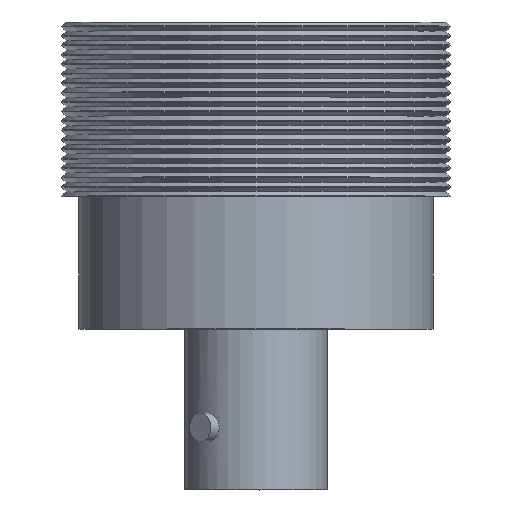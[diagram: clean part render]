
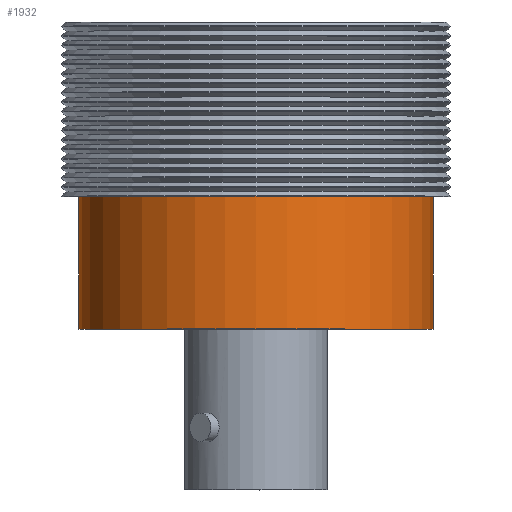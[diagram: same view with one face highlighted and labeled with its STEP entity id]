
A CAD part, top view. The second image highlights one B-rep face of the part: STEP entity #1932.
In plain terms, the highlighted cylindrical face has radius 11.9 mm (diameter 23.8 mm), a full revolution.
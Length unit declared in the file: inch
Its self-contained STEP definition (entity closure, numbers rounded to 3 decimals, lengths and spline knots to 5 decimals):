
#207 = FACE_OUTER_BOUND ( 'NONE', #6026, .T. ) ;
#1023 = DIRECTION ( 'NONE',  ( 0., -1., 0. ) ) ;
#1895 = EDGE_CURVE ( 'NONE', #19768, #19768, #10398, .T. ) ;
#1932 = ADVANCED_FACE ( 'NONE', ( #207, #13039 ), #19389, .T. ) ;
#1946 = EDGE_CURVE ( 'NONE', #10799, #10799, #14881, .T. ) ;
#2704 = AXIS2_PLACEMENT_3D ( 'NONE', #6076, #17819, #7754 ) ;
#6026 = EDGE_LOOP ( 'NONE', ( #15800 ) ) ;
#6076 = CARTESIAN_POINT ( 'NONE',  ( 0., 0.351, 0. ) ) ;
#6088 = CARTESIAN_POINT ( 'NONE',  ( 0., 0.351, -0.4685 ) ) ;
#6219 = DIRECTION ( 'NONE',  ( 0., 0., -1. ) ) ;
#6297 = CARTESIAN_POINT ( 'NONE',  ( 0., 0., 0. ) ) ;
#7754 = DIRECTION ( 'NONE',  ( 0., 0., -1. ) ) ;
#7766 = CARTESIAN_POINT ( 'NONE',  ( 0., 0., -0.4685 ) ) ;
#7956 = DIRECTION ( 'NONE',  ( 0., 0., -1. ) ) ;
#10398 = CIRCLE ( 'NONE', #2704, 0.4685 ) ;
#10799 = VERTEX_POINT ( 'NONE', #7766 ) ;
#13039 = FACE_OUTER_BOUND ( 'NONE', #16854, .T. ) ;
#13534 = ORIENTED_EDGE ( 'NONE', *, *, #1895, .T. ) ;
#14881 = CIRCLE ( 'NONE', #15038, 0.4685 ) ;
#15038 = AXIS2_PLACEMENT_3D ( 'NONE', #6297, #18040, #7956 ) ;
#15800 = ORIENTED_EDGE ( 'NONE', *, *, #1946, .F. ) ;
#16854 = EDGE_LOOP ( 'NONE', ( #13534 ) ) ;
#17329 = AXIS2_PLACEMENT_3D ( 'NONE', #17885, #1023, #6219 ) ;
#17819 = DIRECTION ( 'NONE',  ( 0., -1., 0. ) ) ;
#17885 = CARTESIAN_POINT ( 'NONE',  ( 0., -0.69866, 0. ) ) ;
#18040 = DIRECTION ( 'NONE',  ( 0., -1., 0. ) ) ;
#19389 = CYLINDRICAL_SURFACE ( 'NONE', #17329, 0.4685 ) ;
#19768 = VERTEX_POINT ( 'NONE', #6088 ) ;
